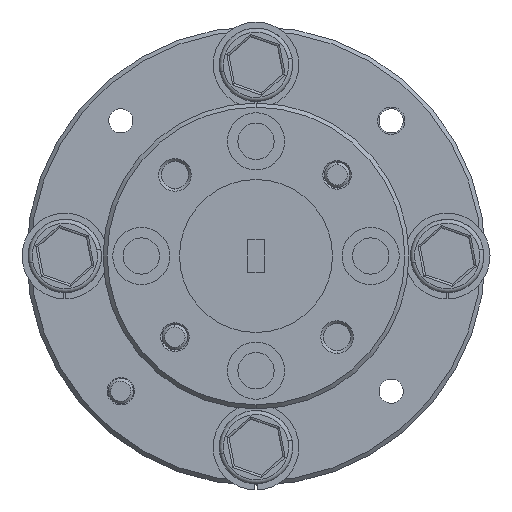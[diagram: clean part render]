
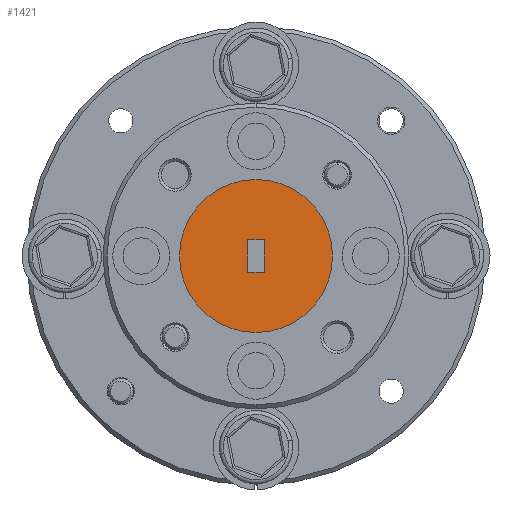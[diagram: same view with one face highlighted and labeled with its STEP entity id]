
A CAD part, left-side view. The second image highlights one B-rep face of the part: STEP entity #1421.
In plain terms, the highlighted planar face has unit normal (-1, 0, 0).
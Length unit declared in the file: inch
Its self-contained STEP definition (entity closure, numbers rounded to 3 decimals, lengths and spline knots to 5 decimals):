
#600 = VERTEX_POINT ( 'NONE', #17182 ) ;
#899 = EDGE_CURVE ( 'NONE', #15944, #11400, #25513, .T. ) ;
#1421 = ADVANCED_FACE ( 'NONE', ( #13165, #27116 ), #11508, .F. ) ;
#1545 = CARTESIAN_POINT ( 'NONE',  ( -0.77238, 0.00285, 0.02859 ) ) ;
#1601 = EDGE_LOOP ( 'NONE', ( #19916, #1811 ) ) ;
#1811 = ORIENTED_EDGE ( 'NONE', *, *, #13082, .F. ) ;
#2019 = EDGE_CURVE ( 'NONE', #600, #3997, #15501, .T. ) ;
#2925 = ORIENTED_EDGE ( 'NONE', *, *, #899, .F. ) ;
#3829 = DIRECTION ( 'NONE',  ( 0., 0., 1. ) ) ;
#3997 = VERTEX_POINT ( 'NONE', #21221 ) ;
#4797 = CARTESIAN_POINT ( 'NONE',  ( -0.77238, 0.19035, 0.21609 ) ) ;
#4912 = CIRCLE ( 'NONE', #27055, 0.1875 ) ;
#5605 = CARTESIAN_POINT ( 'NONE',  ( -0.77238, 0.19035, 0.02859 ) ) ;
#6135 = EDGE_CURVE ( 'NONE', #6178, #16686, #18163, .T. ) ;
#6178 = VERTEX_POINT ( 'NONE', #4797 ) ;
#7579 = CARTESIAN_POINT ( 'NONE',  ( -0.77238, 0.21035, 0.06859 ) ) ;
#8256 = AXIS2_PLACEMENT_3D ( 'NONE', #31944, #11845, #26815 ) ;
#8996 = ORIENTED_EDGE ( 'NONE', *, *, #28802, .F. ) ;
#10489 = CARTESIAN_POINT ( 'NONE',  ( -0.77238, 0.19035, -0.15891 ) ) ;
#10557 = DIRECTION ( 'NONE',  ( 0., 0., -1. ) ) ;
#11400 = VERTEX_POINT ( 'NONE', #13183 ) ;
#11508 = PLANE ( 'NONE',  #30478 ) ;
#11702 = EDGE_LOOP ( 'NONE', ( #8996, #23947, #16447, #2925 ) ) ;
#11703 = VECTOR ( 'NONE', #17323, 39.37008 ) ;
#11845 = DIRECTION ( 'NONE',  ( 1., 0., 0. ) ) ;
#12717 = CARTESIAN_POINT ( 'NONE',  ( -0.77238, 0.21035, -0.01141 ) ) ;
#12953 = DIRECTION ( 'NONE',  ( 0., 0., 1. ) ) ;
#13082 = EDGE_CURVE ( 'NONE', #16686, #6178, #4912, .T. ) ;
#13165 = FACE_BOUND ( 'NONE', #11702, .T. ) ;
#13183 = CARTESIAN_POINT ( 'NONE',  ( -0.77238, 0.17035, -0.01141 ) ) ;
#13991 = DIRECTION ( 'NONE',  ( 1., 0., 0. ) ) ;
#15437 = DIRECTION ( 'NONE',  ( 0., -1., 0. ) ) ;
#15501 = LINE ( 'NONE', #7579, #28709 ) ;
#15944 = VERTEX_POINT ( 'NONE', #17832 ) ;
#16447 = ORIENTED_EDGE ( 'NONE', *, *, #29480, .F. ) ;
#16686 = VERTEX_POINT ( 'NONE', #10489 ) ;
#17182 = CARTESIAN_POINT ( 'NONE',  ( -0.77238, 0.17035, 0.06859 ) ) ;
#17323 = DIRECTION ( 'NONE',  ( 0., 0., 1. ) ) ;
#17832 = CARTESIAN_POINT ( 'NONE',  ( -0.77238, 0.21035, -0.01141 ) ) ;
#18163 = CIRCLE ( 'NONE', #8256, 0.1875 ) ;
#19426 = LINE ( 'NONE', #22720, #24488 ) ;
#19916 = ORIENTED_EDGE ( 'NONE', *, *, #6135, .F. ) ;
#21221 = CARTESIAN_POINT ( 'NONE',  ( -0.77238, 0.21035, 0.06859 ) ) ;
#22720 = CARTESIAN_POINT ( 'NONE',  ( -0.77238, 0.21035, -0.01141 ) ) ;
#23947 = ORIENTED_EDGE ( 'NONE', *, *, #2019, .F. ) ;
#24488 = VECTOR ( 'NONE', #10557, 39.37008 ) ;
#25052 = CARTESIAN_POINT ( 'NONE',  ( -0.77238, 0.17035, -0.01141 ) ) ;
#25107 = DIRECTION ( 'NONE',  ( 1., 0., 0. ) ) ;
#25513 = LINE ( 'NONE', #12717, #27028 ) ;
#26063 = LINE ( 'NONE', #25052, #11703 ) ;
#26815 = DIRECTION ( 'NONE',  ( 0., 0., 1. ) ) ;
#27028 = VECTOR ( 'NONE', #15437, 39.37008 ) ;
#27055 = AXIS2_PLACEMENT_3D ( 'NONE', #5605, #25107, #12953 ) ;
#27116 = FACE_OUTER_BOUND ( 'NONE', #1601, .T. ) ;
#28709 = VECTOR ( 'NONE', #30039, 39.37008 ) ;
#28802 = EDGE_CURVE ( 'NONE', #3997, #15944, #19426, .T. ) ;
#29480 = EDGE_CURVE ( 'NONE', #11400, #600, #26063, .T. ) ;
#30039 = DIRECTION ( 'NONE',  ( 0., 1., 0. ) ) ;
#30478 = AXIS2_PLACEMENT_3D ( 'NONE', #1545, #13991, #3829 ) ;
#31944 = CARTESIAN_POINT ( 'NONE',  ( -0.77238, 0.19035, 0.02859 ) ) ;
